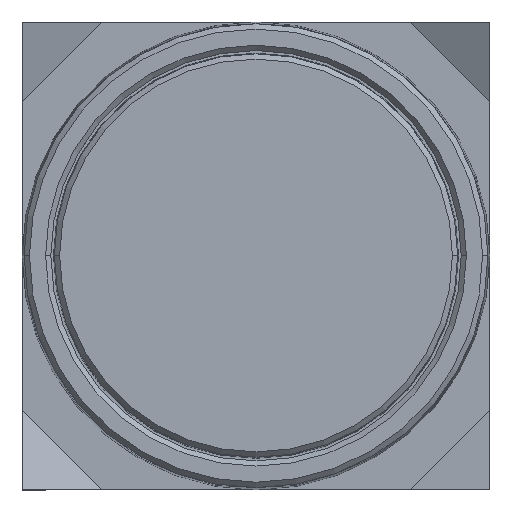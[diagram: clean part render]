
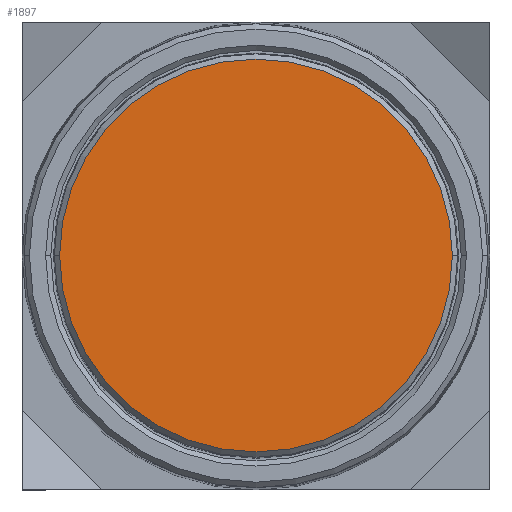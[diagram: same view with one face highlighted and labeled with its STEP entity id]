
A CAD part, top view. The second image highlights one B-rep face of the part: STEP entity #1897.
In plain terms, the highlighted planar face has unit normal (0, 0, 1).
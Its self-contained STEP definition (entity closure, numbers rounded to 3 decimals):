
#63 = AXIS2_PLACEMENT_3D ( 'NONE', #1667, #2552, #570 ) ;
#224 = VERTEX_POINT ( 'NONE', #2718 ) ;
#227 = DIRECTION ( 'NONE',  ( -1., 0., 0. ) ) ;
#376 = DIRECTION ( 'NONE',  ( 0., 0., 1. ) ) ;
#570 = DIRECTION ( 'NONE',  ( 1., 0., 0. ) ) ;
#629 = VERTEX_POINT ( 'NONE', #1969 ) ;
#664 = AXIS2_PLACEMENT_3D ( 'NONE', #2360, #376, #1267 ) ;
#786 = PLANE ( 'NONE',  #63 ) ;
#1074 = AXIS2_PLACEMENT_3D ( 'NONE', #1335, #2212, #227 ) ;
#1267 = DIRECTION ( 'NONE',  ( -1., 0., 0. ) ) ;
#1335 = CARTESIAN_POINT ( 'NONE',  ( 0., 0., 9.6 ) ) ;
#1392 = EDGE_CURVE ( 'NONE', #629, #224, #1956, .T. ) ;
#1667 = CARTESIAN_POINT ( 'NONE',  ( -7.603, -7.603, 9.6 ) ) ;
#1797 = ORIENTED_EDGE ( 'NONE', *, *, #1392, .T. ) ;
#1897 = ADVANCED_FACE ( 'NONE', ( #2759 ), #786, .T. ) ;
#1912 = CIRCLE ( 'NONE', #664, 7.513 ) ;
#1952 = EDGE_CURVE ( 'NONE', #224, #629, #1912, .T. ) ;
#1956 = CIRCLE ( 'NONE', #1074, 7.513 ) ;
#1969 = CARTESIAN_POINT ( 'NONE',  ( 7.513, 0., 9.6 ) ) ;
#2212 = DIRECTION ( 'NONE',  ( 0., 0., 1. ) ) ;
#2257 = ORIENTED_EDGE ( 'NONE', *, *, #1952, .T. ) ;
#2360 = CARTESIAN_POINT ( 'NONE',  ( 0., 0., 9.6 ) ) ;
#2552 = DIRECTION ( 'NONE',  ( 0., 0., 1. ) ) ;
#2718 = CARTESIAN_POINT ( 'NONE',  ( -7.513, 0., 9.6 ) ) ;
#2759 = FACE_OUTER_BOUND ( 'NONE', #2813, .T. ) ;
#2813 = EDGE_LOOP ( 'NONE', ( #2257, #1797 ) ) ;
